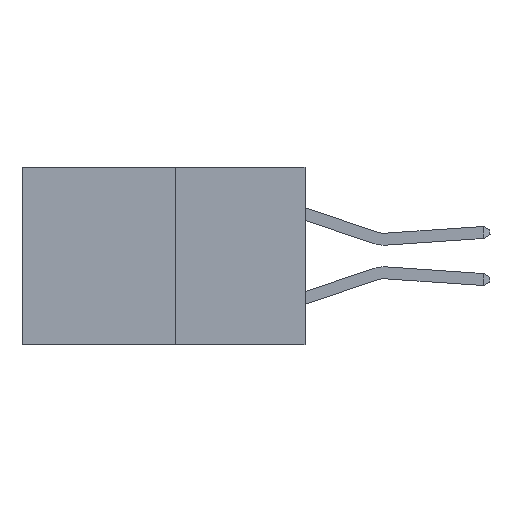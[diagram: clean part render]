
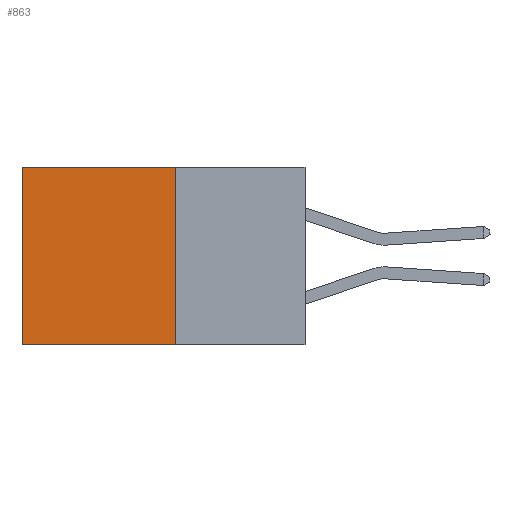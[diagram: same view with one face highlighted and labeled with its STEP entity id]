
A CAD part, left-side view. The second image highlights one B-rep face of the part: STEP entity #863.
In plain terms, the highlighted planar face has unit normal (-1, 0, 0).
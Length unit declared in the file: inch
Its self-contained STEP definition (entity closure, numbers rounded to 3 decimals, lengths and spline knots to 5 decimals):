
#16 = CARTESIAN_POINT ( 'NONE',  ( 0.277, 0.27, -0.37 ) ) ;
#183 = CARTESIAN_POINT ( 'NONE',  ( 0.277, 0.27, -0.37 ) ) ;
#392 = LINE ( 'NONE', #5704, #5203 ) ;
#459 = VERTEX_POINT ( 'NONE', #6978 ) ;
#552 = DIRECTION ( 'NONE',  ( 0., 0., -1. ) ) ;
#863 = ADVANCED_FACE ( 'NONE', ( #5754 ), #7977, .F. ) ;
#915 = DIRECTION ( 'NONE',  ( 1., 0., 0. ) ) ;
#1099 = EDGE_CURVE ( 'NONE', #7916, #459, #392, .T. ) ;
#1234 = VECTOR ( 'NONE', #5283, 39.37008 ) ;
#1549 = EDGE_LOOP ( 'NONE', ( #2085, #3989, #5666, #2754 ) ) ;
#1647 = VECTOR ( 'NONE', #552, 39.37008 ) ;
#2057 = EDGE_CURVE ( 'NONE', #3278, #459, #3719, .T. ) ;
#2085 = ORIENTED_EDGE ( 'NONE', *, *, #2057, .T. ) ;
#2102 = LINE ( 'NONE', #8322, #1647 ) ;
#2605 = DIRECTION ( 'NONE',  ( 0., 1., 0. ) ) ;
#2754 = ORIENTED_EDGE ( 'NONE', *, *, #3681, .T. ) ;
#3278 = VERTEX_POINT ( 'NONE', #5052 ) ;
#3509 = VECTOR ( 'NONE', #8769, 39.37008 ) ;
#3681 = EDGE_CURVE ( 'NONE', #7285, #3278, #8735, .T. ) ;
#3719 = LINE ( 'NONE', #6990, #3509 ) ;
#3737 = CARTESIAN_POINT ( 'NONE',  ( 0.277, 0.27, 0. ) ) ;
#3752 = DIRECTION ( 'NONE',  ( 0., 0., -1. ) ) ;
#3989 = ORIENTED_EDGE ( 'NONE', *, *, #1099, .F. ) ;
#4918 = CARTESIAN_POINT ( 'NONE',  ( 0.277, 0.27, 0. ) ) ;
#5052 = CARTESIAN_POINT ( 'NONE',  ( 0.277, 0.59, 0. ) ) ;
#5203 = VECTOR ( 'NONE', #2605, 39.37008 ) ;
#5283 = DIRECTION ( 'NONE',  ( 0., 1., 0. ) ) ;
#5666 = ORIENTED_EDGE ( 'NONE', *, *, #7593, .F. ) ;
#5704 = CARTESIAN_POINT ( 'NONE',  ( 0.277, 0.27, -0.37 ) ) ;
#5754 = FACE_OUTER_BOUND ( 'NONE', #1549, .T. ) ;
#6978 = CARTESIAN_POINT ( 'NONE',  ( 0.277, 0.59, -0.37 ) ) ;
#6990 = CARTESIAN_POINT ( 'NONE',  ( 0.277, 0.59, -0.37 ) ) ;
#7135 = AXIS2_PLACEMENT_3D ( 'NONE', #16, #915, #3752 ) ;
#7285 = VERTEX_POINT ( 'NONE', #3737 ) ;
#7593 = EDGE_CURVE ( 'NONE', #7285, #7916, #2102, .T. ) ;
#7916 = VERTEX_POINT ( 'NONE', #183 ) ;
#7977 = PLANE ( 'NONE',  #7135 ) ;
#8322 = CARTESIAN_POINT ( 'NONE',  ( 0.277, 0.27, -0.37 ) ) ;
#8735 = LINE ( 'NONE', #4918, #1234 ) ;
#8769 = DIRECTION ( 'NONE',  ( 0., 0., -1. ) ) ;
